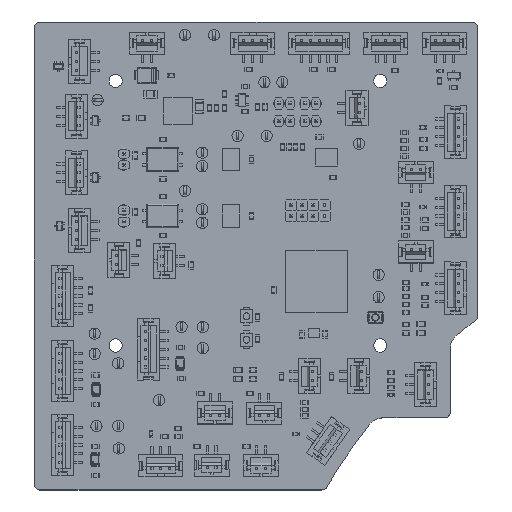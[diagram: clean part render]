
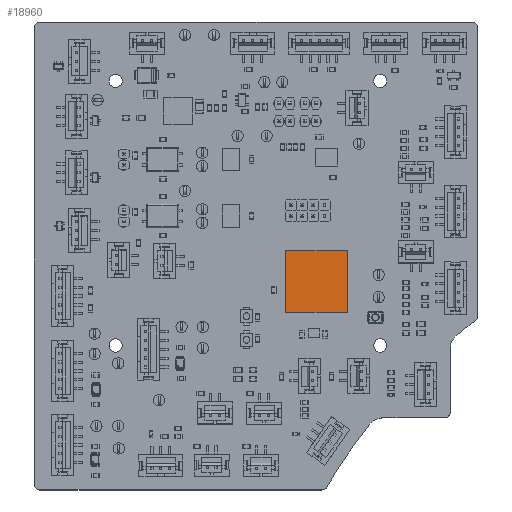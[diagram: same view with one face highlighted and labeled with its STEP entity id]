
A CAD part, top view. The second image highlights one B-rep face of the part: STEP entity #18960.
In plain terms, the highlighted planar face has unit normal (0, 0, 1).
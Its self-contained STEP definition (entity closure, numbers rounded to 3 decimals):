
#18831 = VERTEX_POINT('',#18832);
#18832 = CARTESIAN_POINT('',(7.,-7.,1.55));
#18838 = EDGE_CURVE('',#18831,#18839,#18841,.T.);
#18839 = VERTEX_POINT('',#18840);
#18840 = CARTESIAN_POINT('',(7.,7.,1.55));
#18841 = LINE('',#18842,#18843);
#18842 = CARTESIAN_POINT('',(7.,-7.,1.55));
#18843 = VECTOR('',#18844,1.);
#18844 = DIRECTION('',(0.,1.,0.));
#18869 = EDGE_CURVE('',#18839,#18870,#18872,.T.);
#18870 = VERTEX_POINT('',#18871);
#18871 = CARTESIAN_POINT('',(-7.,7.,1.55));
#18872 = LINE('',#18873,#18874);
#18873 = CARTESIAN_POINT('',(7.,7.,1.55));
#18874 = VECTOR('',#18875,1.);
#18875 = DIRECTION('',(-1.,0.,0.));
#18900 = EDGE_CURVE('',#18870,#18901,#18903,.T.);
#18901 = VERTEX_POINT('',#18902);
#18902 = CARTESIAN_POINT('',(-7.,-7.,1.55));
#18903 = LINE('',#18904,#18905);
#18904 = CARTESIAN_POINT('',(-7.,7.,1.55));
#18905 = VECTOR('',#18906,1.);
#18906 = DIRECTION('',(0.,-1.,0.));
#18931 = EDGE_CURVE('',#18901,#18831,#18932,.T.);
#18932 = LINE('',#18933,#18934);
#18933 = CARTESIAN_POINT('',(-7.,-7.,1.55));
#18934 = VECTOR('',#18935,1.);
#18935 = DIRECTION('',(1.,0.,0.));
#18960 = ADVANCED_FACE('',(#18961),#18967,.F.);
#18961 = FACE_BOUND('',#18962,.T.);
#18962 = EDGE_LOOP('',(#18963,#18964,#18965,#18966));
#18963 = ORIENTED_EDGE('',*,*,#18838,.T.);
#18964 = ORIENTED_EDGE('',*,*,#18869,.T.);
#18965 = ORIENTED_EDGE('',*,*,#18900,.T.);
#18966 = ORIENTED_EDGE('',*,*,#18931,.T.);
#18967 = PLANE('',#18968);
#18968 = AXIS2_PLACEMENT_3D('',#18969,#18970,#18971);
#18969 = CARTESIAN_POINT('',(7.,-7.,1.55));
#18970 = DIRECTION('',(0.,0.,-1.));
#18971 = DIRECTION('',(-1.,0.,0.));
